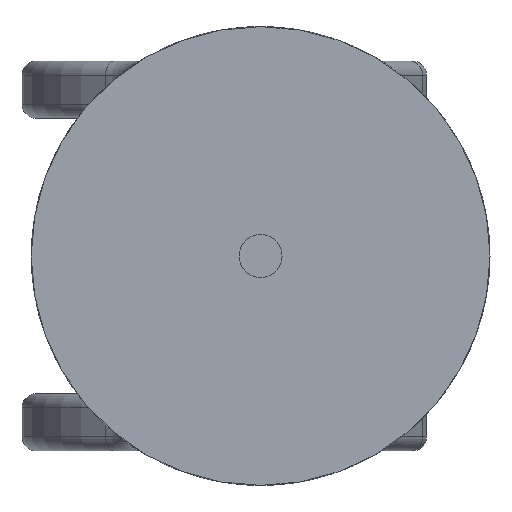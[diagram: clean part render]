
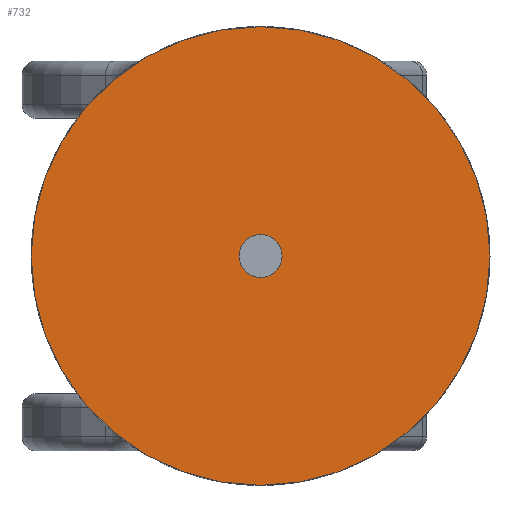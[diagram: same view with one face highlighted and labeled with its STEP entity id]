
A CAD part, front view. The second image highlights one B-rep face of the part: STEP entity #732.
In plain terms, the highlighted planar face has unit normal (0, -1, 0).
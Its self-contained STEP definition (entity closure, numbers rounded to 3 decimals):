
#30 = EDGE_CURVE ( 'NONE', #2193, #980, #2244, .T. ) ;
#137 = ORIENTED_EDGE ( 'NONE', *, *, #30, .F. ) ;
#244 = AXIS2_PLACEMENT_3D ( 'NONE', #963, #783, #341 ) ;
#245 = ORIENTED_EDGE ( 'NONE', *, *, #392, .T. ) ;
#258 = FACE_OUTER_BOUND ( 'NONE', #1342, .T. ) ;
#323 = DIRECTION ( 'NONE',  ( 0., -1., 0. ) ) ;
#341 = DIRECTION ( 'NONE',  ( 0., 0., -1. ) ) ;
#392 = EDGE_CURVE ( 'NONE', #855, #1365, #1421, .T. ) ;
#486 = EDGE_LOOP ( 'NONE', ( #2322, #137 ) ) ;
#635 = CARTESIAN_POINT ( 'NONE',  ( 0., 160., -80. ) ) ;
#732 = ADVANCED_FACE ( 'NONE', ( #1297, #258 ), #1045, .F. ) ;
#783 = DIRECTION ( 'NONE',  ( 0., -1., 0. ) ) ;
#827 = EDGE_CURVE ( 'NONE', #980, #2193, #1086, .T. ) ;
#838 = DIRECTION ( 'NONE',  ( 0., 1., 0. ) ) ;
#855 = VERTEX_POINT ( 'NONE', #888 ) ;
#888 = CARTESIAN_POINT ( 'NONE',  ( 0., 160., 80. ) ) ;
#963 = CARTESIAN_POINT ( 'NONE',  ( 0., 160., 0. ) ) ;
#978 = DIRECTION ( 'NONE',  ( 0., -1., 0. ) ) ;
#980 = VERTEX_POINT ( 'NONE', #2436 ) ;
#1045 = PLANE ( 'NONE',  #1908 ) ;
#1086 = CIRCLE ( 'NONE', #1217, 7.5 ) ;
#1106 = EDGE_CURVE ( 'NONE', #1365, #855, #1483, .T. ) ;
#1141 = AXIS2_PLACEMENT_3D ( 'NONE', #1212, #978, #1198 ) ;
#1156 = DIRECTION ( 'NONE',  ( 0., 0., 1. ) ) ;
#1198 = DIRECTION ( 'NONE',  ( 0., 0., -1. ) ) ;
#1212 = CARTESIAN_POINT ( 'NONE',  ( 0., 160., 0. ) ) ;
#1217 = AXIS2_PLACEMENT_3D ( 'NONE', #1923, #1515, #1541 ) ;
#1297 = FACE_BOUND ( 'NONE', #486, .T. ) ;
#1342 = EDGE_LOOP ( 'NONE', ( #2077, #245 ) ) ;
#1365 = VERTEX_POINT ( 'NONE', #635 ) ;
#1421 = CIRCLE ( 'NONE', #244, 80. ) ;
#1483 = CIRCLE ( 'NONE', #1141, 80. ) ;
#1515 = DIRECTION ( 'NONE',  ( 0., -1., 0. ) ) ;
#1541 = DIRECTION ( 'NONE',  ( 0., 0., 1. ) ) ;
#1672 = AXIS2_PLACEMENT_3D ( 'NONE', #2215, #323, #1156 ) ;
#1874 = CARTESIAN_POINT ( 'NONE',  ( 80., 160., -80. ) ) ;
#1908 = AXIS2_PLACEMENT_3D ( 'NONE', #1874, #838, #2507 ) ;
#1923 = CARTESIAN_POINT ( 'NONE',  ( 0., 160., 0. ) ) ;
#2077 = ORIENTED_EDGE ( 'NONE', *, *, #1106, .T. ) ;
#2193 = VERTEX_POINT ( 'NONE', #2473 ) ;
#2215 = CARTESIAN_POINT ( 'NONE',  ( 0., 160., 0. ) ) ;
#2244 = CIRCLE ( 'NONE', #1672, 7.5 ) ;
#2322 = ORIENTED_EDGE ( 'NONE', *, *, #827, .F. ) ;
#2436 = CARTESIAN_POINT ( 'NONE',  ( 0., 160., 7.5 ) ) ;
#2473 = CARTESIAN_POINT ( 'NONE',  ( 0., 160., -7.5 ) ) ;
#2507 = DIRECTION ( 'NONE',  ( 0., 0., 1. ) ) ;
